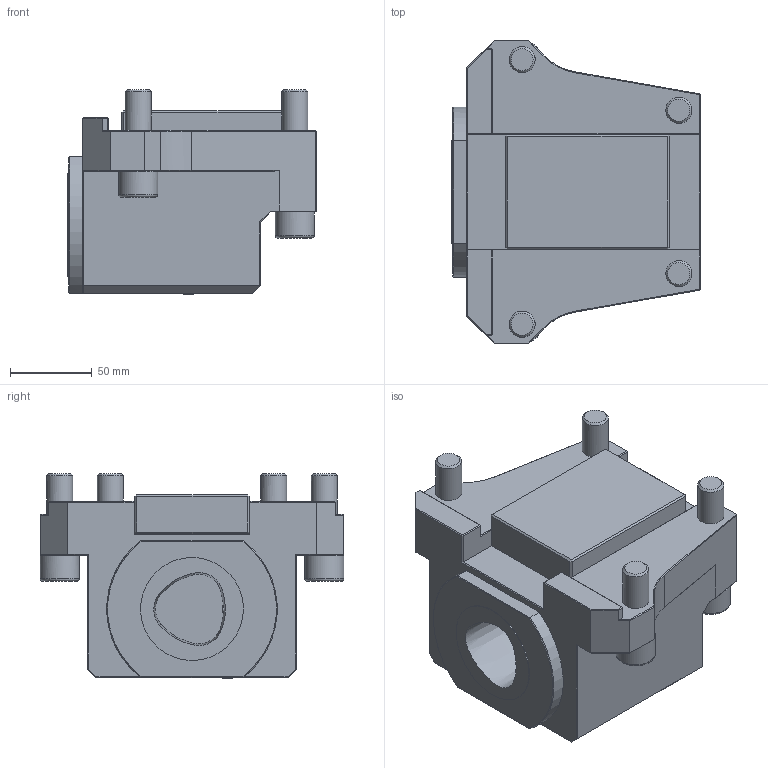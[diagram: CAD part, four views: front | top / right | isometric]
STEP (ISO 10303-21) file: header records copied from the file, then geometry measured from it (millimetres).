
FILE_DESCRIPTION(/* description */ (''),/* implementation_level */ '2;1');
FILE_NAME(/* name */ '1617183386996.stp',/* time_stamp */ '2021-03-31T11:36:34+02:00',/* author */ (''),/* organization */ ('SMS'),/* preprocessor_version */ 'ST-DEVELOPER v16.7',/* originating_system */ 'SIEMENS PLM Software NX 12.0',/* authorisation */ '');
FILE_SCHEMA (('AUTOMOTIVE_DESIGN { 1 0 10303 214 3 1 1 1 }'));
Length unit declared in the file: millimetre
Products named in the file (1): 203458127mod000_00
Bounding box: 151.99 x 186 x 125.49 mm (x, y, z)
Volume: 1810531.2 mm3; surface area: 135287.9 mm2
Topology: 1 solids, 1 shells, 188 faces, 423 edges, 250 vertices
Faces by surface type: plane 154, bspline 18, cone 10, torus 4, cylinder 1, sphere 1
Full cylindrical faces by diameter (mm): 4 x1
Entity records: 6005 total; most frequent: CARTESIAN_POINT 2117, ORIENTED_EDGE 786, DIRECTION 688, EDGE_CURVE 393, LINE 306, VECTOR 306, VERTEX_POINT 241, EDGE_LOOP 228
